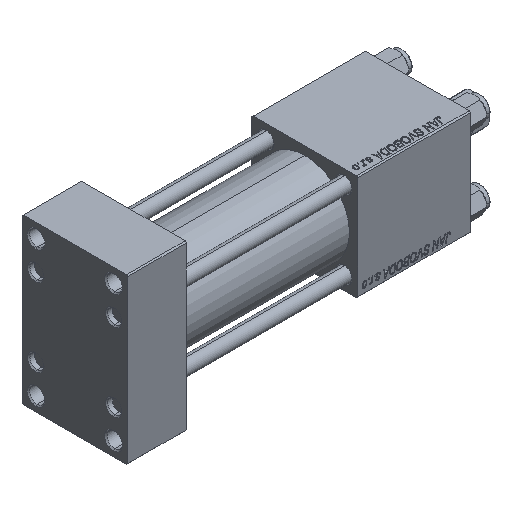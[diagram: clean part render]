
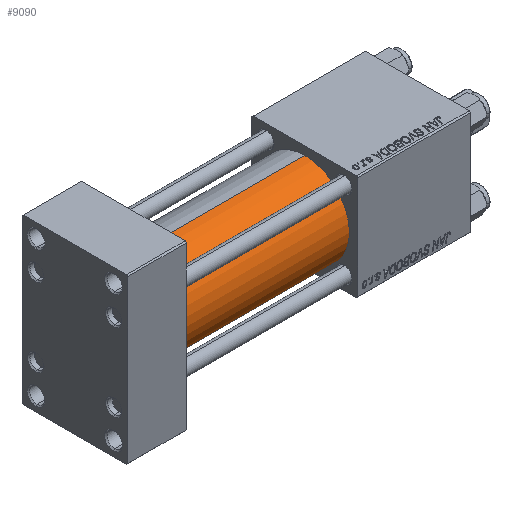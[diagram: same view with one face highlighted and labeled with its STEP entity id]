
A CAD part, isometric view. The second image highlights one B-rep face of the part: STEP entity #9090.
In plain terms, the highlighted cylindrical face has radius 19 mm (diameter 38 mm), a partial arc.
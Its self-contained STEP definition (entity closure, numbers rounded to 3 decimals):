
#723 = CARTESIAN_POINT ( 'NONE',  ( 98., 0., 0. ) ) ;
#1592 = VERTEX_POINT ( 'NONE', #41882 ) ;
#1776 = CYLINDRICAL_SURFACE ( 'NONE', #44995, 19. ) ;
#3775 = DIRECTION ( 'NONE',  ( 0., 0., -1. ) ) ;
#6467 = ORIENTED_EDGE ( 'NONE', *, *, #33485, .F. ) ;
#7301 = DIRECTION ( 'NONE',  ( 1., 0., 0. ) ) ;
#8264 = EDGE_CURVE ( 'NONE', #13352, #16210, #26247, .T. ) ;
#8561 = CARTESIAN_POINT ( 'NONE',  ( 25., 0., 19. ) ) ;
#9090 = ADVANCED_FACE ( 'NONE', ( #40664 ), #1776, .T. ) ;
#9225 = VECTOR ( 'NONE', #32743, 1000. ) ;
#11138 = ORIENTED_EDGE ( 'NONE', *, *, #8264, .T. ) ;
#11811 = CARTESIAN_POINT ( 'NONE',  ( 25., 0., -19. ) ) ;
#13208 = CARTESIAN_POINT ( 'NONE',  ( 98., 0., 19. ) ) ;
#13352 = VERTEX_POINT ( 'NONE', #13208 ) ;
#13801 = VERTEX_POINT ( 'NONE', #11811 ) ;
#14301 = ORIENTED_EDGE ( 'NONE', *, *, #45799, .F. ) ;
#16210 = VERTEX_POINT ( 'NONE', #8561 ) ;
#17196 = CARTESIAN_POINT ( 'NONE',  ( 98., 0., 0. ) ) ;
#19104 = DIRECTION ( 'NONE',  ( 0., 0., 1. ) ) ;
#20747 = EDGE_LOOP ( 'NONE', ( #14301, #6467, #11138, #37558 ) ) ;
#21885 = DIRECTION ( 'NONE',  ( 1., 0., 0. ) ) ;
#22881 = CARTESIAN_POINT ( 'NONE',  ( 25., 0., 0. ) ) ;
#24008 = VECTOR ( 'NONE', #30287, 1000. ) ;
#25508 = DIRECTION ( 'NONE',  ( -1., 0., 0. ) ) ;
#26157 = CIRCLE ( 'NONE', #44459, 19. ) ;
#26247 = LINE ( 'NONE', #34066, #24008 ) ;
#29200 = LINE ( 'NONE', #36516, #9225 ) ;
#30287 = DIRECTION ( 'NONE',  ( -1., 0., 0. ) ) ;
#32743 = DIRECTION ( 'NONE',  ( -1., 0., 0. ) ) ;
#33485 = EDGE_CURVE ( 'NONE', #13352, #1592, #26157, .T. ) ;
#34066 = CARTESIAN_POINT ( 'NONE',  ( 98., 0., 19. ) ) ;
#36516 = CARTESIAN_POINT ( 'NONE',  ( 98., 0., -19. ) ) ;
#37558 = ORIENTED_EDGE ( 'NONE', *, *, #45029, .T. ) ;
#40664 = FACE_OUTER_BOUND ( 'NONE', #20747, .T. ) ;
#41155 = DIRECTION ( 'NONE',  ( 0., 0., 1. ) ) ;
#41882 = CARTESIAN_POINT ( 'NONE',  ( 98., 0., -19. ) ) ;
#42266 = AXIS2_PLACEMENT_3D ( 'NONE', #22881, #21885, #19104 ) ;
#43880 = CIRCLE ( 'NONE', #42266, 19. ) ;
#44459 = AXIS2_PLACEMENT_3D ( 'NONE', #723, #7301, #3775 ) ;
#44995 = AXIS2_PLACEMENT_3D ( 'NONE', #17196, #25508, #41155 ) ;
#45029 = EDGE_CURVE ( 'NONE', #16210, #13801, #43880, .T. ) ;
#45799 = EDGE_CURVE ( 'NONE', #1592, #13801, #29200, .T. ) ;
